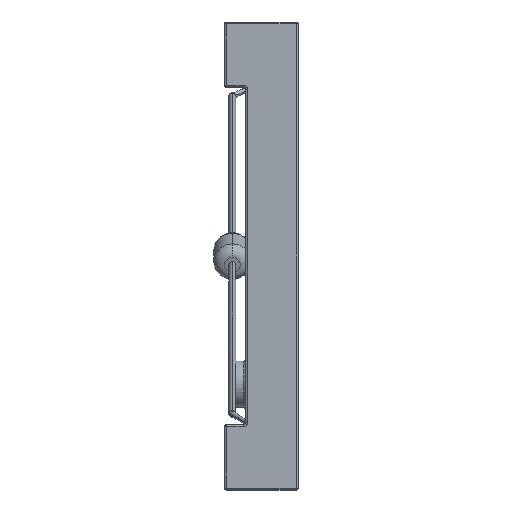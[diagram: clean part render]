
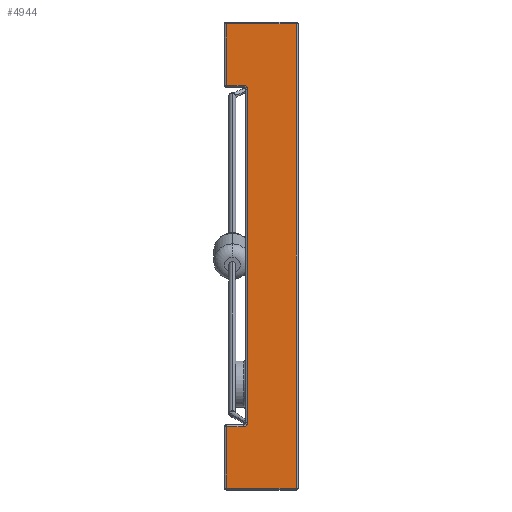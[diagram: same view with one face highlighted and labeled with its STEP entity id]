
A CAD part, left-side view. The second image highlights one B-rep face of the part: STEP entity #4944.
In plain terms, the highlighted planar face has unit normal (-1, 0, 0).
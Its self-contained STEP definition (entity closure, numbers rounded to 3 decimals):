
#61 = VERTEX_POINT ( 'NONE', #8820 ) ;
#327 = CARTESIAN_POINT ( 'NONE',  ( -17.75, 0., -8.775 ) ) ;
#449 = CARTESIAN_POINT ( 'NONE',  ( -17.75, 2.075, -6.465 ) ) ;
#553 = VERTEX_POINT ( 'NONE', #1189 ) ;
#639 = DIRECTION ( 'NONE',  ( 1., 0., 0. ) ) ;
#1043 = VERTEX_POINT ( 'NONE', #8928 ) ;
#1105 = DIRECTION ( 'NONE',  ( -1., 0., 0. ) ) ;
#1167 = CARTESIAN_POINT ( 'NONE',  ( -17.75, 2.075, 6.465 ) ) ;
#1189 = CARTESIAN_POINT ( 'NONE',  ( -17.75, 2.715, 6.465 ) ) ;
#1368 = DIRECTION ( 'NONE',  ( 0., -1., 0. ) ) ;
#1566 = DIRECTION ( 'NONE',  ( 0., 1., 0. ) ) ;
#1610 = DIRECTION ( 'NONE',  ( 0., 0., 1. ) ) ;
#1641 = CARTESIAN_POINT ( 'NONE',  ( -17.75, 0., 0. ) ) ;
#2052 = EDGE_CURVE ( 'NONE', #10961, #10518, #8808, .T. ) ;
#2072 = EDGE_CURVE ( 'NONE', #12713, #1043, #3882, .T. ) ;
#2163 = VECTOR ( 'NONE', #2940, 1000. ) ;
#2264 = ORIENTED_EDGE ( 'NONE', *, *, #12096, .T. ) ;
#2355 = CARTESIAN_POINT ( 'NONE',  ( -17.75, 1.925, 0. ) ) ;
#2519 = LINE ( 'NONE', #8099, #10531 ) ;
#2924 = ORIENTED_EDGE ( 'NONE', *, *, #12076, .T. ) ;
#2940 = DIRECTION ( 'NONE',  ( 0., 1., 0. ) ) ;
#3126 = VECTOR ( 'NONE', #9109, 1000. ) ;
#3232 = AXIS2_PLACEMENT_3D ( 'NONE', #4676, #11983, #5740 ) ;
#3288 = DIRECTION ( 'NONE',  ( 0., 0., -1. ) ) ;
#3428 = FACE_OUTER_BOUND ( 'NONE', #10607, .T. ) ;
#3629 = VERTEX_POINT ( 'NONE', #10539 ) ;
#3882 = LINE ( 'NONE', #9984, #11260 ) ;
#4321 = LINE ( 'NONE', #327, #9558 ) ;
#4459 = EDGE_CURVE ( 'NONE', #553, #12309, #8695, .T. ) ;
#4596 = CARTESIAN_POINT ( 'NONE',  ( -17.75, 1.925, 6.315 ) ) ;
#4676 = CARTESIAN_POINT ( 'NONE',  ( -17.75, 2.075, 6.315 ) ) ;
#4944 = ADVANCED_FACE ( 'NONE', ( #3428 ), #6921, .F. ) ;
#4951 = CARTESIAN_POINT ( 'NONE',  ( -17.75, 0., 6.465 ) ) ;
#5187 = VECTOR ( 'NONE', #3288, 1000. ) ;
#5740 = DIRECTION ( 'NONE',  ( 0., 0., -1. ) ) ;
#5872 = CIRCLE ( 'NONE', #8451, 0.15 ) ;
#6036 = VERTEX_POINT ( 'NONE', #4596 ) ;
#6040 = VECTOR ( 'NONE', #1566, 1000. ) ;
#6368 = EDGE_CURVE ( 'NONE', #10961, #6395, #5872, .T. ) ;
#6395 = VERTEX_POINT ( 'NONE', #9469 ) ;
#6881 = EDGE_CURVE ( 'NONE', #3629, #553, #12531, .T. ) ;
#6921 = PLANE ( 'NONE',  #11502 ) ;
#7056 = DIRECTION ( 'NONE',  ( 0., 0., -1. ) ) ;
#7382 = CARTESIAN_POINT ( 'NONE',  ( -17.75, 2.075, -6.315 ) ) ;
#7702 = ORIENTED_EDGE ( 'NONE', *, *, #2052, .T. ) ;
#7764 = LINE ( 'NONE', #9186, #2163 ) ;
#7797 = EDGE_CURVE ( 'NONE', #61, #12713, #4321, .T. ) ;
#7976 = DIRECTION ( 'NONE',  ( 0., 0., -1. ) ) ;
#8099 = CARTESIAN_POINT ( 'NONE',  ( -17.75, 2.715, 0. ) ) ;
#8438 = DIRECTION ( 'NONE',  ( 0., 0., -1. ) ) ;
#8451 = AXIS2_PLACEMENT_3D ( 'NONE', #7382, #1105, #8438 ) ;
#8561 = CARTESIAN_POINT ( 'NONE',  ( -17.75, 2.715, 0. ) ) ;
#8645 = DIRECTION ( 'NONE',  ( 0., 0., -1. ) ) ;
#8695 = LINE ( 'NONE', #4951, #3126 ) ;
#8808 = LINE ( 'NONE', #8900, #6040 ) ;
#8820 = CARTESIAN_POINT ( 'NONE',  ( -17.75, 2.715, -8.775 ) ) ;
#8900 = CARTESIAN_POINT ( 'NONE',  ( -17.75, 0., -6.465 ) ) ;
#8928 = CARTESIAN_POINT ( 'NONE',  ( -17.75, 0.075, 8.775 ) ) ;
#9109 = DIRECTION ( 'NONE',  ( 0., -1., 0. ) ) ;
#9186 = CARTESIAN_POINT ( 'NONE',  ( -17.75, 0., 8.775 ) ) ;
#9454 = ORIENTED_EDGE ( 'NONE', *, *, #6881, .T. ) ;
#9469 = CARTESIAN_POINT ( 'NONE',  ( -17.75, 1.925, -6.315 ) ) ;
#9558 = VECTOR ( 'NONE', #1368, 1000. ) ;
#9951 = EDGE_CURVE ( 'NONE', #6036, #12309, #13548, .T. ) ;
#9984 = CARTESIAN_POINT ( 'NONE',  ( -17.75, 0.075, 0. ) ) ;
#10462 = ORIENTED_EDGE ( 'NONE', *, *, #4459, .T. ) ;
#10505 = ORIENTED_EDGE ( 'NONE', *, *, #6368, .F. ) ;
#10518 = VERTEX_POINT ( 'NONE', #11126 ) ;
#10531 = VECTOR ( 'NONE', #7056, 1000. ) ;
#10539 = CARTESIAN_POINT ( 'NONE',  ( -17.75, 2.715, 8.775 ) ) ;
#10542 = CARTESIAN_POINT ( 'NONE',  ( -17.75, 0.075, -8.775 ) ) ;
#10607 = EDGE_LOOP ( 'NONE', ( #9454, #10462, #10847, #13352, #10505, #7702, #2924, #12669, #11660, #2264 ) ) ;
#10691 = LINE ( 'NONE', #2355, #12819 ) ;
#10847 = ORIENTED_EDGE ( 'NONE', *, *, #9951, .F. ) ;
#10961 = VERTEX_POINT ( 'NONE', #449 ) ;
#11126 = CARTESIAN_POINT ( 'NONE',  ( -17.75, 2.715, -6.465 ) ) ;
#11260 = VECTOR ( 'NONE', #1610, 1000. ) ;
#11502 = AXIS2_PLACEMENT_3D ( 'NONE', #1641, #639, #7976 ) ;
#11660 = ORIENTED_EDGE ( 'NONE', *, *, #2072, .T. ) ;
#11983 = DIRECTION ( 'NONE',  ( -1., 0., 0. ) ) ;
#12076 = EDGE_CURVE ( 'NONE', #10518, #61, #2519, .T. ) ;
#12096 = EDGE_CURVE ( 'NONE', #1043, #3629, #7764, .T. ) ;
#12309 = VERTEX_POINT ( 'NONE', #1167 ) ;
#12377 = EDGE_CURVE ( 'NONE', #6036, #6395, #10691, .T. ) ;
#12531 = LINE ( 'NONE', #8561, #5187 ) ;
#12669 = ORIENTED_EDGE ( 'NONE', *, *, #7797, .T. ) ;
#12713 = VERTEX_POINT ( 'NONE', #10542 ) ;
#12819 = VECTOR ( 'NONE', #8645, 1000. ) ;
#13352 = ORIENTED_EDGE ( 'NONE', *, *, #12377, .T. ) ;
#13548 = CIRCLE ( 'NONE', #3232, 0.15 ) ;
